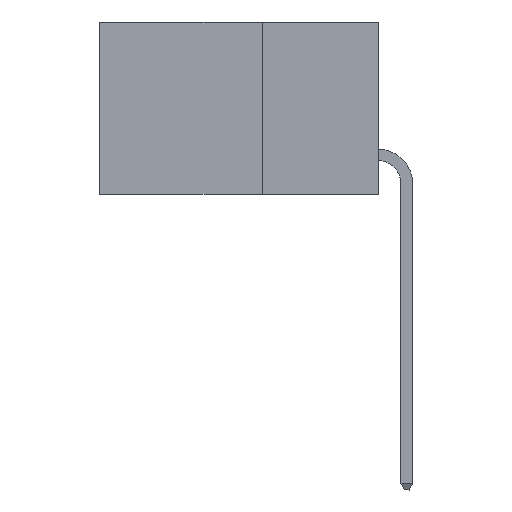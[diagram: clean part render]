
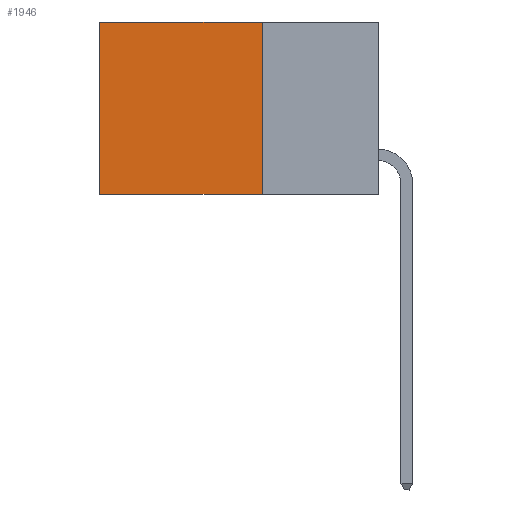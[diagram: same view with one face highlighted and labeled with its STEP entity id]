
A CAD part, left-side view. The second image highlights one B-rep face of the part: STEP entity #1946.
In plain terms, the highlighted planar face has unit normal (-1, 0, 0).
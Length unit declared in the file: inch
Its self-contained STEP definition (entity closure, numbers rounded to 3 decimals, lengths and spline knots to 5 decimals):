
#297 = CARTESIAN_POINT ( 'NONE',  ( 0.2615, 0.25, -0.37 ) ) ;
#445 = EDGE_CURVE ( 'NONE', #10964, #15334, #6160, .T. ) ;
#885 = VECTOR ( 'NONE', #7901, 39.37008 ) ;
#1946 = ADVANCED_FACE ( 'NONE', ( #3873 ), #8754, .F. ) ;
#2109 = CARTESIAN_POINT ( 'NONE',  ( 0.2615, 0.25, -0.37 ) ) ;
#2550 = CARTESIAN_POINT ( 'NONE',  ( 0.2615, 0.25, 0. ) ) ;
#3699 = DIRECTION ( 'NONE',  ( 0., 1., 0. ) ) ;
#3807 = CARTESIAN_POINT ( 'NONE',  ( 0.2615, 0.25, 0. ) ) ;
#3873 = FACE_OUTER_BOUND ( 'NONE', #19600, .T. ) ;
#4025 = VECTOR ( 'NONE', #19319, 39.37008 ) ;
#4489 = ORIENTED_EDGE ( 'NONE', *, *, #18240, .F. ) ;
#4747 = EDGE_CURVE ( 'NONE', #10565, #10964, #5211, .T. ) ;
#4983 = CARTESIAN_POINT ( 'NONE',  ( 0.2615, 0.6, -0.37 ) ) ;
#5211 = LINE ( 'NONE', #3807, #14756 ) ;
#5479 = DIRECTION ( 'NONE',  ( 1., 0., 0. ) ) ;
#5765 = LINE ( 'NONE', #14849, #4025 ) ;
#5975 = VERTEX_POINT ( 'NONE', #2109 ) ;
#6160 = LINE ( 'NONE', #14048, #19366 ) ;
#6723 = ORIENTED_EDGE ( 'NONE', *, *, #8951, .F. ) ;
#7901 = DIRECTION ( 'NONE',  ( 0., 0., -1. ) ) ;
#8754 = PLANE ( 'NONE',  #10492 ) ;
#8856 = CARTESIAN_POINT ( 'NONE',  ( 0.2615, 0.25, -0.37 ) ) ;
#8951 = EDGE_CURVE ( 'NONE', #5975, #15334, #5765, .T. ) ;
#10399 = CARTESIAN_POINT ( 'NONE',  ( 0.2615, 0.6, 0. ) ) ;
#10492 = AXIS2_PLACEMENT_3D ( 'NONE', #8856, #5479, #13359 ) ;
#10565 = VERTEX_POINT ( 'NONE', #2550 ) ;
#10964 = VERTEX_POINT ( 'NONE', #10399 ) ;
#11281 = ORIENTED_EDGE ( 'NONE', *, *, #4747, .T. ) ;
#11288 = LINE ( 'NONE', #297, #885 ) ;
#12246 = DIRECTION ( 'NONE',  ( 0., 0., -1. ) ) ;
#13359 = DIRECTION ( 'NONE',  ( 0., 0., -1. ) ) ;
#14048 = CARTESIAN_POINT ( 'NONE',  ( 0.2615, 0.6, -0.37 ) ) ;
#14756 = VECTOR ( 'NONE', #3699, 39.37008 ) ;
#14849 = CARTESIAN_POINT ( 'NONE',  ( 0.2615, 0.25, -0.37 ) ) ;
#15334 = VERTEX_POINT ( 'NONE', #4983 ) ;
#15703 = ORIENTED_EDGE ( 'NONE', *, *, #445, .T. ) ;
#18240 = EDGE_CURVE ( 'NONE', #10565, #5975, #11288, .T. ) ;
#19319 = DIRECTION ( 'NONE',  ( 0., 1., 0. ) ) ;
#19366 = VECTOR ( 'NONE', #12246, 39.37008 ) ;
#19600 = EDGE_LOOP ( 'NONE', ( #15703, #6723, #4489, #11281 ) ) ;
